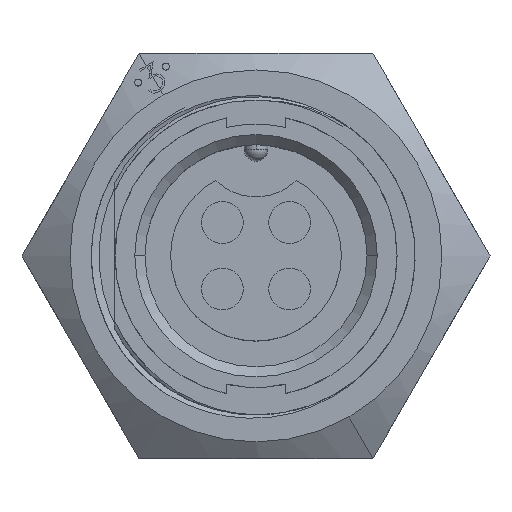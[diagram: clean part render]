
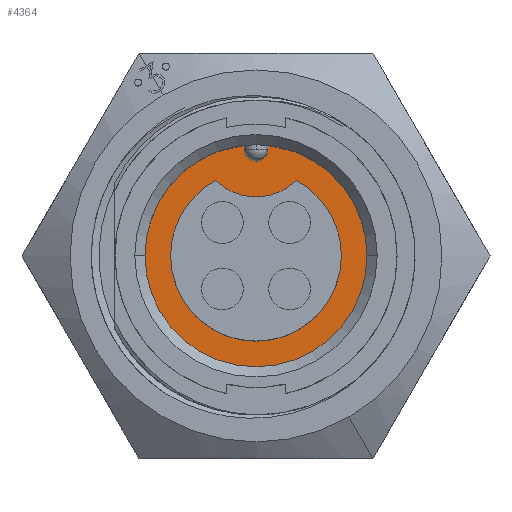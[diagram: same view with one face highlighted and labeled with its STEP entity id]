
A CAD part, top view. The second image highlights one B-rep face of the part: STEP entity #4364.
In plain terms, the highlighted planar face has unit normal (0, 0, 1).
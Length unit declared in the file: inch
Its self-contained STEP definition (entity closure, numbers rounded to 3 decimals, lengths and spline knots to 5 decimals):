
#352 = CIRCLE ( 'NONE', #1882, 0.2105 ) ;
#363 = CIRCLE ( 'NONE', #12374, 0.274 ) ;
#364 = CIRCLE ( 'NONE', #12250, 0.2105 ) ;
#366 = CIRCLE ( 'NONE', #12412, 0.274 ) ;
#368 = CIRCLE ( 'NONE', #12362, 0.274 ) ;
#392 = CIRCLE ( 'NONE', #12247, 0.2105 ) ;
#413 = CIRCLE ( 'NONE', #1928, 0.141 ) ;
#1060 = EDGE_CURVE ( 'NONE', #2188, #1684, #413, .T. ) ;
#1073 = EDGE_CURVE ( 'NONE', #1688, #2188, #352, .T. ) ;
#1684 = VERTEX_POINT ( 'NONE', #8527 ) ;
#1685 = VERTEX_POINT ( 'NONE', #8528 ) ;
#1688 = VERTEX_POINT ( 'NONE', #8531 ) ;
#1818 = VERTEX_POINT ( 'NONE', #8661 ) ;
#1819 = VERTEX_POINT ( 'NONE', #8662 ) ;
#1820 = VERTEX_POINT ( 'NONE', #8663 ) ;
#1821 = VERTEX_POINT ( 'NONE', #8664 ) ;
#1823 = VERTEX_POINT ( 'NONE', #8666 ) ;
#1825 = VERTEX_POINT ( 'NONE', #8668 ) ;
#1882 = AXIS2_PLACEMENT_3D ( 'NONE', #7825, #7838, #7839 ) ;
#1928 = AXIS2_PLACEMENT_3D ( 'NONE', #7780, #7781, #7782 ) ;
#2188 = VERTEX_POINT ( 'NONE', #8956 ) ;
#3329 = ORIENTED_EDGE ( 'NONE', *, *, #4201, .T. ) ;
#3330 = ORIENTED_EDGE ( 'NONE', *, *, #4291, .T. ) ;
#3331 = ORIENTED_EDGE ( 'NONE', *, *, #4344, .T. ) ;
#3332 = ORIENTED_EDGE ( 'NONE', *, *, #4209, .T. ) ;
#3333 = ORIENTED_EDGE ( 'NONE', *, *, #4242, .T. ) ;
#3334 = ORIENTED_EDGE ( 'NONE', *, *, #4225, .T. ) ;
#3335 = ORIENTED_EDGE ( 'NONE', *, *, #1073, .F. ) ;
#3336 = ORIENTED_EDGE ( 'NONE', *, *, #4110, .F. ) ;
#3337 = ORIENTED_EDGE ( 'NONE', *, *, #1060, .F. ) ;
#3338 = ORIENTED_EDGE ( 'NONE', *, *, #4105, .F. ) ;
#4105 = EDGE_CURVE ( 'NONE', #1685, #1688, #392, .T. ) ;
#4110 = EDGE_CURVE ( 'NONE', #1684, #1685, #364, .T. ) ;
#4201 = EDGE_CURVE ( 'NONE', #1818, #1819, #368, .T. ) ;
#4209 = EDGE_CURVE ( 'NONE', #1820, #1818, #363, .T. ) ;
#4225 = EDGE_CURVE ( 'NONE', #1823, #1825, #14556, .T. ) ;
#4242 = EDGE_CURVE ( 'NONE', #1819, #1823, #366, .T. ) ;
#4291 = EDGE_CURVE ( 'NONE', #1825, #1821, #18266, .T. ) ;
#4344 = EDGE_CURVE ( 'NONE', #1821, #1820, #17211, .T. ) ;
#4364 = ADVANCED_FACE ( 'NONE', ( #12597, #12595 ), #17863, .T. ) ;
#4374 = EDGE_LOOP ( 'NONE', ( #3330, #3331, #3332, #3329, #3333, #3334 ) ) ;
#4380 = EDGE_LOOP ( 'NONE', ( #3336, #3337, #3335, #3338 ) ) ;
#7780 = CARTESIAN_POINT ( 'NONE',  ( 0., 0.28617, -0.317 ) ) ;
#7781 = DIRECTION ( 'NONE',  ( 0., 0., -1. ) ) ;
#7782 = DIRECTION ( 'NONE',  ( 1., 0., 0. ) ) ;
#7825 = CARTESIAN_POINT ( 'NONE',  ( 0., 0., -0.317 ) ) ;
#7838 = DIRECTION ( 'NONE',  ( 0., 0., 1. ) ) ;
#7839 = DIRECTION ( 'NONE',  ( 1., 0., 0. ) ) ;
#8527 = CARTESIAN_POINT ( 'NONE',  ( -0.099, 0.18577, -0.317 ) ) ;
#8528 = CARTESIAN_POINT ( 'NONE',  ( -0.2105, 0., -0.317 ) ) ;
#8531 = CARTESIAN_POINT ( 'NONE',  ( 0.2105, 0., -0.317 ) ) ;
#8661 = CARTESIAN_POINT ( 'NONE',  ( -0.274, 0., -0.317 ) ) ;
#8662 = CARTESIAN_POINT ( 'NONE',  ( 0.274, 0., -0.317 ) ) ;
#8663 = CARTESIAN_POINT ( 'NONE',  ( -0.029, 0.27246, -0.317 ) ) ;
#8664 = CARTESIAN_POINT ( 'NONE',  ( -0.029, 0.263, -0.317 ) ) ;
#8666 = CARTESIAN_POINT ( 'NONE',  ( 0.029, 0.27246, -0.317 ) ) ;
#8668 = CARTESIAN_POINT ( 'NONE',  ( 0.029, 0.263, -0.317 ) ) ;
#8956 = CARTESIAN_POINT ( 'NONE',  ( 0.099, 0.18577, -0.317 ) ) ;
#11725 = CARTESIAN_POINT ( 'NONE',  ( 0., 0., -0.317 ) ) ;
#11732 = DIRECTION ( 'NONE',  ( 0., 0., 1. ) ) ;
#11733 = DIRECTION ( 'NONE',  ( 1., 0., 0. ) ) ;
#11746 = CARTESIAN_POINT ( 'NONE',  ( 0., 0., -0.317 ) ) ;
#11747 = DIRECTION ( 'NONE',  ( 0., 0., 1. ) ) ;
#11748 = DIRECTION ( 'NONE',  ( 1., 0., 0. ) ) ;
#12247 = AXIS2_PLACEMENT_3D ( 'NONE', #11725, #11732, #11733 ) ;
#12250 = AXIS2_PLACEMENT_3D ( 'NONE', #11746, #11747, #11748 ) ;
#12362 = AXIS2_PLACEMENT_3D ( 'NONE', #14192, #14193, #14194 ) ;
#12374 = AXIS2_PLACEMENT_3D ( 'NONE', #14214, #14218, #14219 ) ;
#12391 = VECTOR ( 'NONE', #14558, 39.37008 ) ;
#12412 = AXIS2_PLACEMENT_3D ( 'NONE', #14630, #14631, #14632 ) ;
#12486 = AXIS2_PLACEMENT_3D ( 'NONE', #16166, #16167, #16168 ) ;
#12571 = VECTOR ( 'NONE', #17213, 39.37008 ) ;
#12595 = FACE_BOUND ( 'NONE', #4380, .T. ) ;
#12597 = FACE_OUTER_BOUND ( 'NONE', #4374, .T. ) ;
#12598 = AXIS2_PLACEMENT_3D ( 'NONE', #17864, #17865, #17866 ) ;
#14192 = CARTESIAN_POINT ( 'NONE',  ( 0., 0., -0.317 ) ) ;
#14193 = DIRECTION ( 'NONE',  ( 0., 0., 1. ) ) ;
#14194 = DIRECTION ( 'NONE',  ( 1., 0., 0. ) ) ;
#14214 = CARTESIAN_POINT ( 'NONE',  ( 0., 0., -0.317 ) ) ;
#14218 = DIRECTION ( 'NONE',  ( 0., 0., 1. ) ) ;
#14219 = DIRECTION ( 'NONE',  ( 1., 0., 0. ) ) ;
#14556 = LINE ( 'NONE', #14557, #12391 ) ;
#14557 = CARTESIAN_POINT ( 'NONE',  ( 0.029, 0.27246, -0.317 ) ) ;
#14558 = DIRECTION ( 'NONE',  ( 0., -1., 0. ) ) ;
#14630 = CARTESIAN_POINT ( 'NONE',  ( 0., 0., -0.317 ) ) ;
#14631 = DIRECTION ( 'NONE',  ( 0., 0., 1. ) ) ;
#14632 = DIRECTION ( 'NONE',  ( 1., 0., 0. ) ) ;
#16166 = CARTESIAN_POINT ( 'NONE',  ( 0., 0.263, -0.317 ) ) ;
#16167 = DIRECTION ( 'NONE',  ( 0., 0., -1. ) ) ;
#16168 = DIRECTION ( 'NONE',  ( 1., 0., 0. ) ) ;
#17211 = LINE ( 'NONE', #17212, #12571 ) ;
#17212 = CARTESIAN_POINT ( 'NONE',  ( -0.029, 0.263, -0.317 ) ) ;
#17213 = DIRECTION ( 'NONE',  ( 0., 1., 0. ) ) ;
#17863 = PLANE ( 'NONE',  #12598 ) ;
#17864 = CARTESIAN_POINT ( 'NONE',  ( 0., 0.263, -0.317 ) ) ;
#17865 = DIRECTION ( 'NONE',  ( 0., 0., 1. ) ) ;
#17866 = DIRECTION ( 'NONE',  ( 1., 0., 0. ) ) ;
#18266 = CIRCLE ( 'NONE', #12486, 0.029 ) ;
